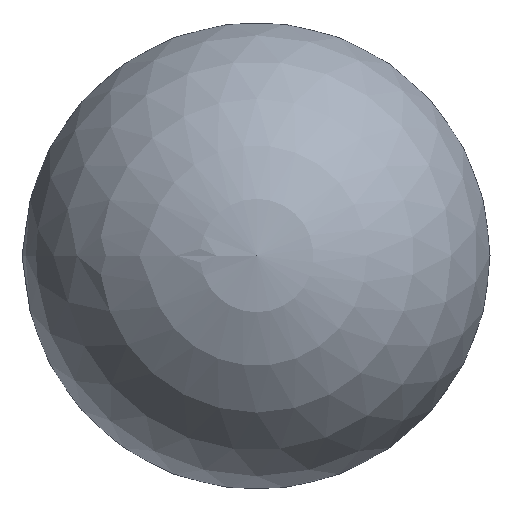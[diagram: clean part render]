
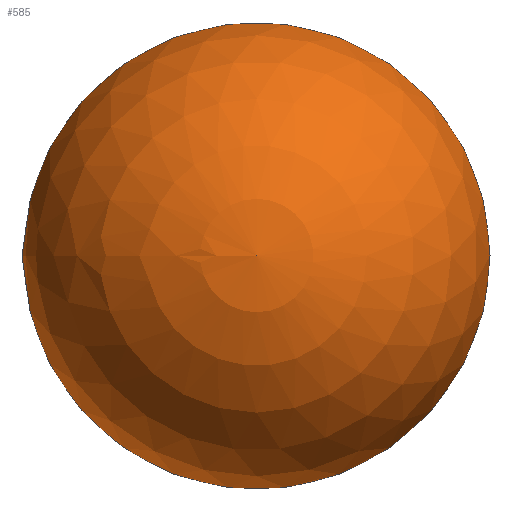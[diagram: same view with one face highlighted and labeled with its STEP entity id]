
A CAD part, top view. The second image highlights one B-rep face of the part: STEP entity #585.
In plain terms, the highlighted spherical face has radius 10 mm.
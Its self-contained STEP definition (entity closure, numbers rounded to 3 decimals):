
#30=SPHERICAL_SURFACE('',#640,10.);
#49=FACE_OUTER_BOUND('',#83,.T.);
#83=EDGE_LOOP('',(#440,#441,#442,#443));
#105=CIRCLE('',#635,6.429);
#109=CIRCLE('',#639,6.429);
#110=CIRCLE('',#641,10.);
#257=VERTEX_POINT('',#1367);
#258=VERTEX_POINT('',#1368);
#261=VERTEX_POINT('',#1377);
#331=EDGE_CURVE('',#257,#258,#105,.T.);
#335=EDGE_CURVE('',#258,#257,#109,.T.);
#336=EDGE_CURVE('',#261,#257,#110,.T.);
#440=ORIENTED_EDGE('',*,*,#331,.F.);
#441=ORIENTED_EDGE('',*,*,#336,.F.);
#442=ORIENTED_EDGE('',*,*,#336,.T.);
#443=ORIENTED_EDGE('',*,*,#335,.F.);
#585=ADVANCED_FACE('',(#49),#30,.T.);
#635=AXIS2_PLACEMENT_3D('',#1369,#724,#725);
#639=AXIS2_PLACEMENT_3D('',#1375,#732,#733);
#640=AXIS2_PLACEMENT_3D('',#1376,#734,#735);
#641=AXIS2_PLACEMENT_3D('',#1378,#736,#737);
#724=DIRECTION('center_axis',(0.,0.,-1.));
#725=DIRECTION('ref_axis',(1.,0.,0.));
#732=DIRECTION('center_axis',(0.,0.,-1.));
#733=DIRECTION('ref_axis',(1.,0.,0.));
#734=DIRECTION('center_axis',(0.,0.,1.));
#735=DIRECTION('ref_axis',(1.,0.,0.));
#736=DIRECTION('center_axis',(0.,-1.,0.));
#737=DIRECTION('ref_axis',(-1.,0.,0.));
#1367=CARTESIAN_POINT('',(18.571,50.,67.34));
#1368=CARTESIAN_POINT('',(31.429,50.,67.34));
#1369=CARTESIAN_POINT('Origin',(25.,50.,67.34));
#1375=CARTESIAN_POINT('Origin',(25.,50.,67.34));
#1376=CARTESIAN_POINT('Origin',(25.,50.,75.));
#1377=CARTESIAN_POINT('',(25.,50.,85.));
#1378=CARTESIAN_POINT('Origin',(25.,50.,75.));
